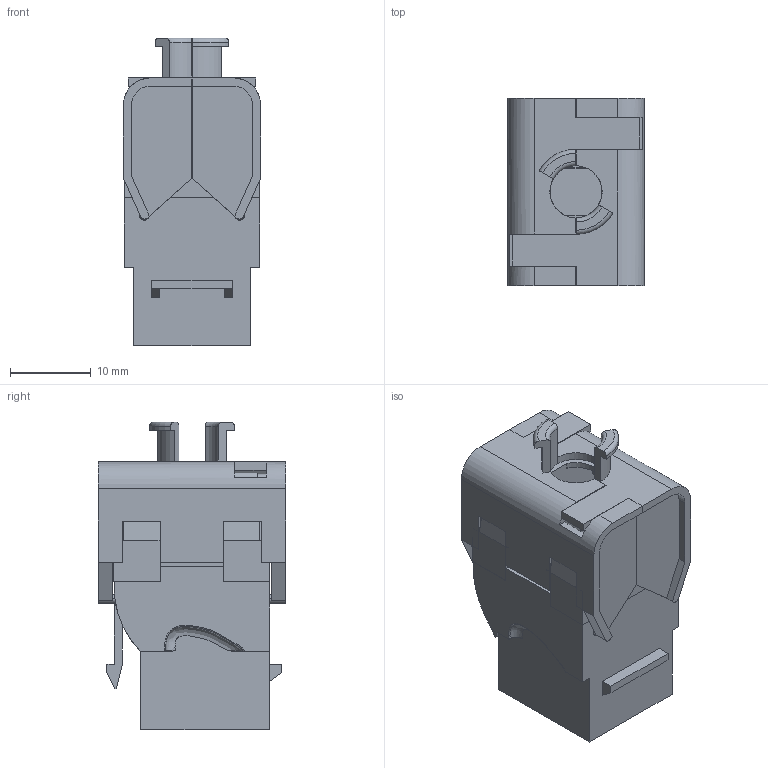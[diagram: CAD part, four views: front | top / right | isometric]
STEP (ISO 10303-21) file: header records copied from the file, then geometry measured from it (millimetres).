
FILE_DESCRIPTION (( 'STEP AP203' ), '1' );
FILE_NAME ('RJTLC5E.STEP', '2013-07-12T20:13:05', ( 'x' ), ( '' ), 'SwSTEP 2.0', 'SolidWorks 2012', '' );
FILE_SCHEMA (( 'CONFIG_CONTROL_DESIGN' ));
Length unit declared in the file: inch
Products named in the file (5): RJTLC5E; RJTLC5E-MA1; RJTLC5E-MA4; RJTLC5E-MA2; RJTLC5E-MA3
Assembly tree (5 placements, depth 2):
  RJTLC5E
    RJTLC5E-MA3
    RJTLC5E-MA2  x2
    RJTLC5E-MA4
    RJTLC5E-MA1
Bounding box: 16.97 x 23.22 x 38.1 mm (x, y, z)
Volume: 7402.6 mm3; surface area: 9682.3 mm2
Topology: 5 solids, 5 shells, 837 faces, 2404 edges, 1588 vertices
Faces by surface type: plane 577, cylinder 190, bspline 62, torus 8
Entity records: 29309 total; most frequent: CARTESIAN_POINT 9067, ORIENTED_EDGE 4390, DIRECTION 3712, EDGE_CURVE 2195, LINE 1686, VECTOR 1686, VERTEX_POINT 1452, AXIS2_PLACEMENT_3D 1013
